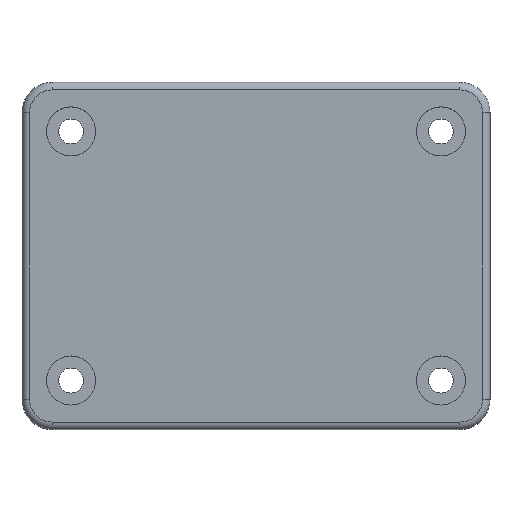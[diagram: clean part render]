
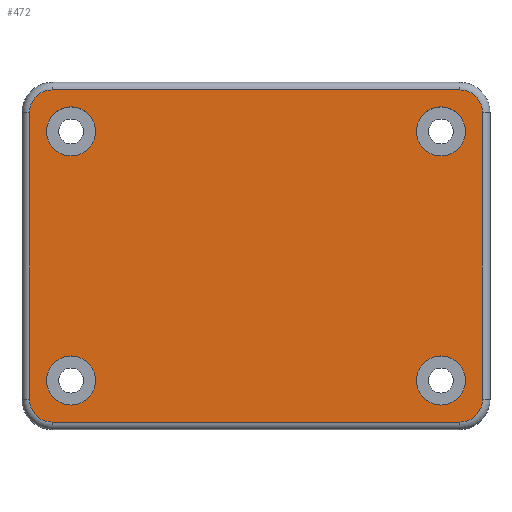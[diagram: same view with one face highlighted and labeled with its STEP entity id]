
A CAD part, top view. The second image highlights one B-rep face of the part: STEP entity #472.
In plain terms, the highlighted planar face has unit normal (0, 0, 1).
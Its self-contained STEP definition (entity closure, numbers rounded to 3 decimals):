
#111 = VERTEX_POINT('',#112);
#112 = CARTESIAN_POINT('',(-30.,19.,2.5));
#119 = EDGE_CURVE('',#111,#120,#122,.T.);
#120 = VERTEX_POINT('',#121);
#121 = CARTESIAN_POINT('',(-27.,22.,2.5));
#122 = CIRCLE('',#123,3.);
#123 = AXIS2_PLACEMENT_3D('',#124,#125,#126);
#124 = CARTESIAN_POINT('',(-27.,19.,2.5));
#125 = DIRECTION('',(0.,0.,-1.));
#126 = DIRECTION('',(-1.,0.,0.));
#276 = VERTEX_POINT('',#277);
#277 = CARTESIAN_POINT('',(27.,22.,2.5));
#284 = EDGE_CURVE('',#120,#276,#285,.T.);
#285 = LINE('',#286,#287);
#286 = CARTESIAN_POINT('',(-27.,22.,2.5));
#287 = VECTOR('',#288,1.);
#288 = DIRECTION('',(1.,0.,0.));
#452 = VERTEX_POINT('',#453);
#453 = CARTESIAN_POINT('',(-30.,-19.,2.5));
#462 = EDGE_CURVE('',#452,#111,#463,.T.);
#463 = LINE('',#464,#465);
#464 = CARTESIAN_POINT('',(-30.,-19.,2.5));
#465 = VECTOR('',#466,1.);
#466 = DIRECTION('',(0.,1.,0.));
#472 = ADVANCED_FACE('',(#473,#519,#530,#541,#552),#563,.T.);
#473 = FACE_BOUND('',#474,.T.);
#474 = EDGE_LOOP('',(#475,#485,#492,#493,#494,#495,#504,#512));
#475 = ORIENTED_EDGE('',*,*,#476,.F.);
#476 = EDGE_CURVE('',#477,#479,#481,.T.);
#477 = VERTEX_POINT('',#478);
#478 = CARTESIAN_POINT('',(30.,19.,2.5));
#479 = VERTEX_POINT('',#480);
#480 = CARTESIAN_POINT('',(30.,-19.,2.5));
#481 = LINE('',#482,#483);
#482 = CARTESIAN_POINT('',(30.,19.,2.5));
#483 = VECTOR('',#484,1.);
#484 = DIRECTION('',(0.,-1.,0.));
#485 = ORIENTED_EDGE('',*,*,#486,.F.);
#486 = EDGE_CURVE('',#276,#477,#487,.T.);
#487 = CIRCLE('',#488,3.);
#488 = AXIS2_PLACEMENT_3D('',#489,#490,#491);
#489 = CARTESIAN_POINT('',(27.,19.,2.5));
#490 = DIRECTION('',(0.,0.,-1.));
#491 = DIRECTION('',(0.,1.,0.));
#492 = ORIENTED_EDGE('',*,*,#284,.F.);
#493 = ORIENTED_EDGE('',*,*,#119,.F.);
#494 = ORIENTED_EDGE('',*,*,#462,.F.);
#495 = ORIENTED_EDGE('',*,*,#496,.F.);
#496 = EDGE_CURVE('',#497,#452,#499,.T.);
#497 = VERTEX_POINT('',#498);
#498 = CARTESIAN_POINT('',(-27.,-22.,2.5));
#499 = CIRCLE('',#500,3.);
#500 = AXIS2_PLACEMENT_3D('',#501,#502,#503);
#501 = CARTESIAN_POINT('',(-27.,-19.,2.5));
#502 = DIRECTION('',(-0.,-0.,-1.));
#503 = DIRECTION('',(0.,-1.,0.));
#504 = ORIENTED_EDGE('',*,*,#505,.F.);
#505 = EDGE_CURVE('',#506,#497,#508,.T.);
#506 = VERTEX_POINT('',#507);
#507 = CARTESIAN_POINT('',(27.,-22.,2.5));
#508 = LINE('',#509,#510);
#509 = CARTESIAN_POINT('',(27.,-22.,2.5));
#510 = VECTOR('',#511,1.);
#511 = DIRECTION('',(-1.,0.,0.));
#512 = ORIENTED_EDGE('',*,*,#513,.F.);
#513 = EDGE_CURVE('',#479,#506,#514,.T.);
#514 = CIRCLE('',#515,3.);
#515 = AXIS2_PLACEMENT_3D('',#516,#517,#518);
#516 = CARTESIAN_POINT('',(27.,-19.,2.5));
#517 = DIRECTION('',(0.,0.,-1.));
#518 = DIRECTION('',(1.,0.,0.));
#519 = FACE_BOUND('',#520,.F.);
#520 = EDGE_LOOP('',(#521));
#521 = ORIENTED_EDGE('',*,*,#522,.T.);
#522 = EDGE_CURVE('',#523,#523,#525,.T.);
#523 = VERTEX_POINT('',#524);
#524 = CARTESIAN_POINT('',(27.75,-16.5,2.5));
#525 = CIRCLE('',#526,3.25);
#526 = AXIS2_PLACEMENT_3D('',#527,#528,#529);
#527 = CARTESIAN_POINT('',(24.5,-16.5,2.5));
#528 = DIRECTION('',(0.,0.,1.));
#529 = DIRECTION('',(1.,0.,0.));
#530 = FACE_BOUND('',#531,.F.);
#531 = EDGE_LOOP('',(#532));
#532 = ORIENTED_EDGE('',*,*,#533,.T.);
#533 = EDGE_CURVE('',#534,#534,#536,.T.);
#534 = VERTEX_POINT('',#535);
#535 = CARTESIAN_POINT('',(-21.25,-16.5,2.5));
#536 = CIRCLE('',#537,3.25);
#537 = AXIS2_PLACEMENT_3D('',#538,#539,#540);
#538 = CARTESIAN_POINT('',(-24.5,-16.5,2.5));
#539 = DIRECTION('',(0.,0.,1.));
#540 = DIRECTION('',(1.,0.,0.));
#541 = FACE_BOUND('',#542,.F.);
#542 = EDGE_LOOP('',(#543));
#543 = ORIENTED_EDGE('',*,*,#544,.T.);
#544 = EDGE_CURVE('',#545,#545,#547,.T.);
#545 = VERTEX_POINT('',#546);
#546 = CARTESIAN_POINT('',(27.75,16.5,2.5));
#547 = CIRCLE('',#548,3.25);
#548 = AXIS2_PLACEMENT_3D('',#549,#550,#551);
#549 = CARTESIAN_POINT('',(24.5,16.5,2.5));
#550 = DIRECTION('',(0.,0.,1.));
#551 = DIRECTION('',(1.,0.,0.));
#552 = FACE_BOUND('',#553,.F.);
#553 = EDGE_LOOP('',(#554));
#554 = ORIENTED_EDGE('',*,*,#555,.T.);
#555 = EDGE_CURVE('',#556,#556,#558,.T.);
#556 = VERTEX_POINT('',#557);
#557 = CARTESIAN_POINT('',(-21.25,16.5,2.5));
#558 = CIRCLE('',#559,3.25);
#559 = AXIS2_PLACEMENT_3D('',#560,#561,#562);
#560 = CARTESIAN_POINT('',(-24.5,16.5,2.5));
#561 = DIRECTION('',(0.,0.,1.));
#562 = DIRECTION('',(1.,0.,0.));
#563 = PLANE('',#564);
#564 = AXIS2_PLACEMENT_3D('',#565,#566,#567);
#565 = CARTESIAN_POINT('',(0.,0.,2.5)
  );
#566 = DIRECTION('',(0.,0.,1.));
#567 = DIRECTION('',(1.,0.,0.));
